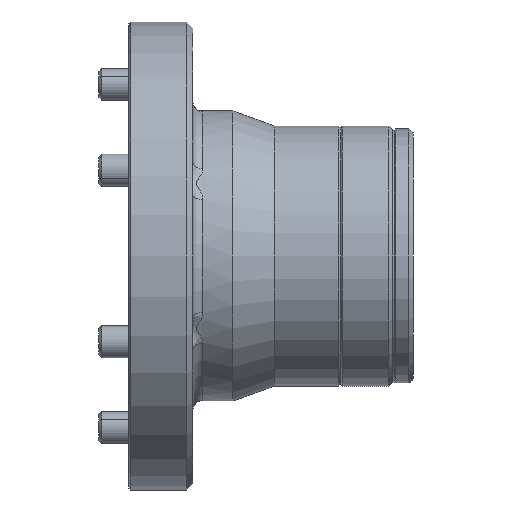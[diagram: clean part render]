
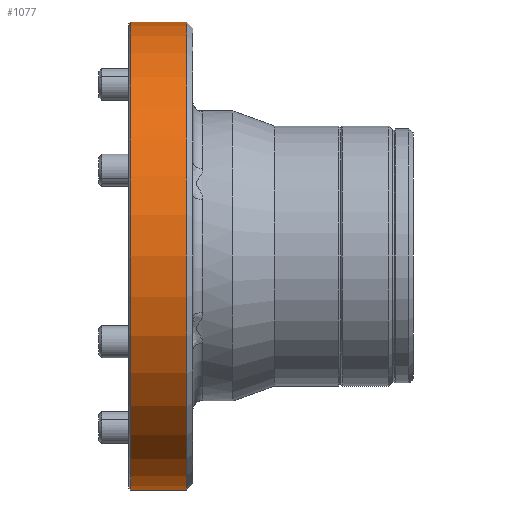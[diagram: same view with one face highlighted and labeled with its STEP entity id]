
A CAD part, front view. The second image highlights one B-rep face of the part: STEP entity #1077.
In plain terms, the highlighted cylindrical face has radius 117 mm (diameter 234 mm), a partial arc.
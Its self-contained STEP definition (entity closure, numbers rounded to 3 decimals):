
#114 = CARTESIAN_POINT ( 'NONE',  ( 29., 0., -117. ) ) ;
#243 = CARTESIAN_POINT ( 'NONE',  ( 1., 0., -117. ) ) ;
#309 = VERTEX_POINT ( 'NONE', #2500 ) ;
#661 = AXIS2_PLACEMENT_3D ( 'NONE', #4924, #2004, #3959 ) ;
#1015 = CARTESIAN_POINT ( 'NONE',  ( 1., 0., 117. ) ) ;
#1077 = ADVANCED_FACE ( 'NONE', ( #1581 ), #2114, .T. ) ;
#1404 = VERTEX_POINT ( 'NONE', #1015 ) ;
#1578 = EDGE_CURVE ( 'NONE', #1404, #5264, #2361, .T. ) ;
#1581 = FACE_OUTER_BOUND ( 'NONE', #6323, .T. ) ;
#1643 = ORIENTED_EDGE ( 'NONE', *, *, #1578, .T. ) ;
#1827 = CIRCLE ( 'NONE', #5249, 117. ) ;
#1834 = DIRECTION ( 'NONE',  ( -1., 0., 0. ) ) ;
#1893 = VECTOR ( 'NONE', #3153, 1000. ) ;
#2004 = DIRECTION ( 'NONE',  ( 1., 0., 0. ) ) ;
#2109 = EDGE_CURVE ( 'NONE', #3032, #309, #1827, .T. ) ;
#2114 = CYLINDRICAL_SURFACE ( 'NONE', #3227, 117. ) ;
#2361 = CIRCLE ( 'NONE', #661, 117. ) ;
#2500 = CARTESIAN_POINT ( 'NONE',  ( 29., 0., 117. ) ) ;
#2569 = DIRECTION ( 'NONE',  ( -1., 0., 0. ) ) ;
#2680 = CARTESIAN_POINT ( 'NONE',  ( 0., 0., -117. ) ) ;
#2787 = CARTESIAN_POINT ( 'NONE',  ( 0., 0., 0. ) ) ;
#3032 = VERTEX_POINT ( 'NONE', #114 ) ;
#3063 = ORIENTED_EDGE ( 'NONE', *, *, #3787, .T. ) ;
#3153 = DIRECTION ( 'NONE',  ( -1., 0., 0. ) ) ;
#3227 = AXIS2_PLACEMENT_3D ( 'NONE', #2787, #5214, #5169 ) ;
#3275 = LINE ( 'NONE', #2680, #1893 ) ;
#3391 = LINE ( 'NONE', #6030, #3397 ) ;
#3397 = VECTOR ( 'NONE', #2569, 1000. ) ;
#3787 = EDGE_CURVE ( 'NONE', #309, #1404, #3391, .T. ) ;
#3959 = DIRECTION ( 'NONE',  ( 0., 0., -1. ) ) ;
#3983 = EDGE_CURVE ( 'NONE', #3032, #5264, #3275, .T. ) ;
#4057 = ORIENTED_EDGE ( 'NONE', *, *, #2109, .T. ) ;
#4667 = ORIENTED_EDGE ( 'NONE', *, *, #3983, .F. ) ;
#4924 = CARTESIAN_POINT ( 'NONE',  ( 1., 0., 0. ) ) ;
#5169 = DIRECTION ( 'NONE',  ( 0., 0., 1. ) ) ;
#5214 = DIRECTION ( 'NONE',  ( -1., 0., 0. ) ) ;
#5249 = AXIS2_PLACEMENT_3D ( 'NONE', #5513, #1834, #5263 ) ;
#5263 = DIRECTION ( 'NONE',  ( 0., 0., 1. ) ) ;
#5264 = VERTEX_POINT ( 'NONE', #243 ) ;
#5513 = CARTESIAN_POINT ( 'NONE',  ( 29., 0., 0. ) ) ;
#6030 = CARTESIAN_POINT ( 'NONE',  ( 0., 0., 117. ) ) ;
#6323 = EDGE_LOOP ( 'NONE', ( #4667, #4057, #3063, #1643 ) ) ;
